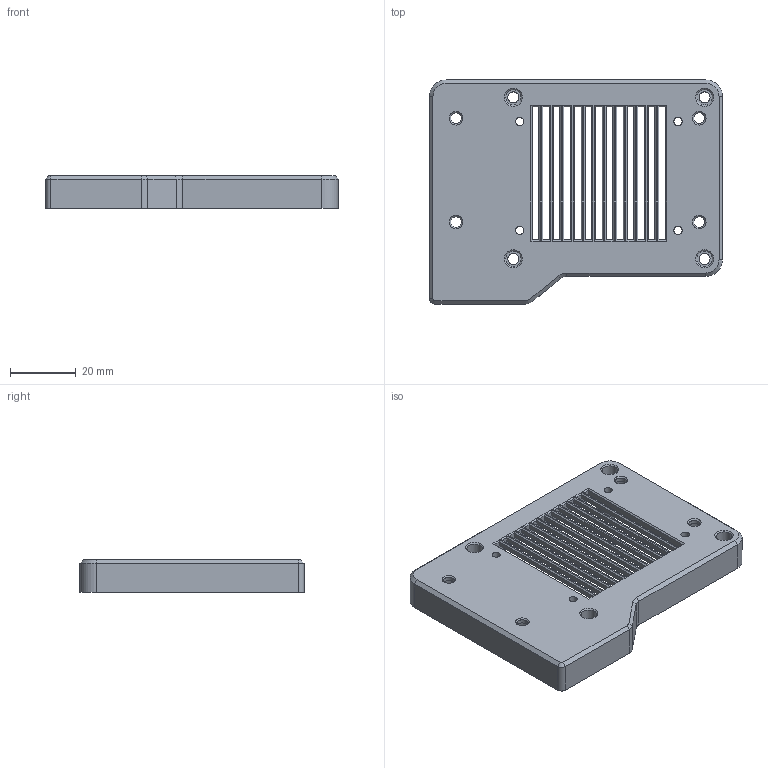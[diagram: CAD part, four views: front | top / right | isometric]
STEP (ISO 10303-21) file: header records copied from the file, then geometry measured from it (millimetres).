
FILE_DESCRIPTION(/* description */ (''),/* implementation_level */ '2;1');
FILE_NAME(/* name */ 'CM4_Case_Buttom.stp',/* time_stamp */ '2022-07-31T16:33:59+02:00',/* author */ ('Rama'),/* organization */ (''),/* preprocessor_version */ 'ST-DEVELOPER v18.1',/* originating_system */ 'Autodesk Inventor 2022',/* authorisation */ '');
FILE_SCHEMA (('AUTOMOTIVE_DESIGN { 1 0 10303 214 3 1 1 }'));
Length unit declared in the file: millimetre
Products named in the file (1): CM4_Case_Buttom
Bounding box: 88.76 x 67.96 x 9.8 mm (x, y, z)
Volume: 23234.6 mm3; surface area: 17197 mm2
Topology: 1 solids, 1 shells, 237 faces, 626 edges, 392 vertices
Faces by surface type: plane 171, cylinder 40, cone 26
Full cylindrical faces by diameter (mm): 2.5 x4, 3.3 x8, 4.7 x4, 5.8 x4, 7.1 x8
Entity records: 7341 total; most frequent: CARTESIAN_POINT 1256, ORIENTED_EDGE 1252, DIRECTION 1228, EDGE_CURVE 626, LINE 500, VECTOR 500, VERTEX_POINT 392, AXIS2_PLACEMENT_3D 364
